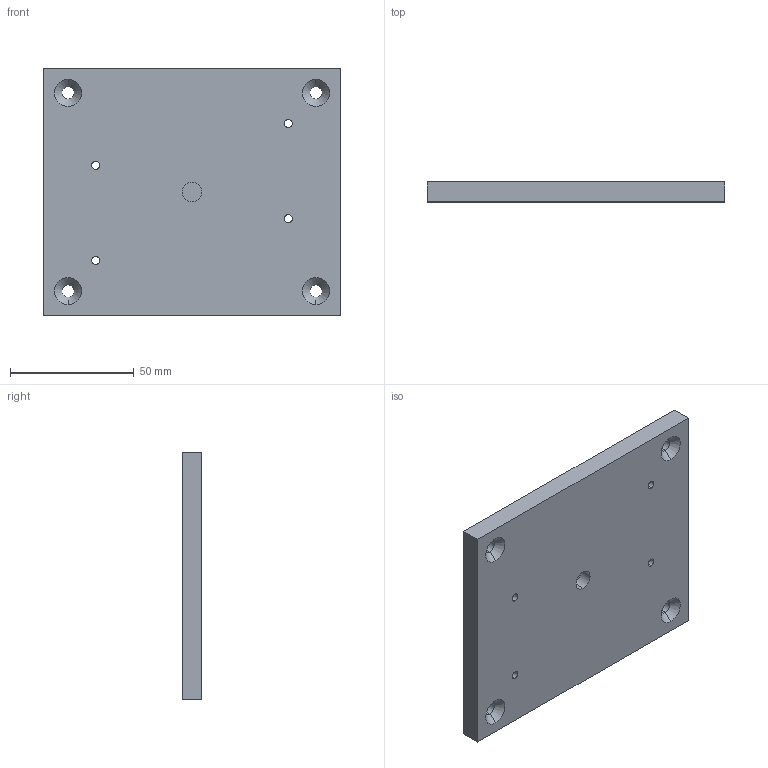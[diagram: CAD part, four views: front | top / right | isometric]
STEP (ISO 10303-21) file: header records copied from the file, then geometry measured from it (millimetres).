
FILE_DESCRIPTION (( 'STEP AP214' ), '1' );
FILE_NAME ('ARL-ST04-2-01-base.STEP', '2020-12-14T10:57:08', ( 'T' ), ( 'F' ), 'SwSTEP 2.0', 'SolidWorks 2001340', '' );
FILE_SCHEMA (( 'AUTOMOTIVE_DESIGN' ));
Length unit declared in the file: millimetre
Products named in the file (1): ARL-ST04-2-01-base
Bounding box: 120 x 8 x 100 mm (x, y, z)
Volume: 94296.7 mm3; surface area: 28459.2 mm2
Topology: 1 solids, 1 shells, 437 faces, 1228 edges, 816 vertices
Faces by surface type: bspline 322, plane 89, cylinder 18, cone 8
Entity records: 18473 total; most frequent: CARTESIAN_POINT 9244, ORIENTED_EDGE 2456, EDGE_CURVE 1228, DIRECTION 860, VERTEX_POINT 816, B_SPLINE_CURVE_WITH_KNOTS 644, LINE 540, VECTOR 540
